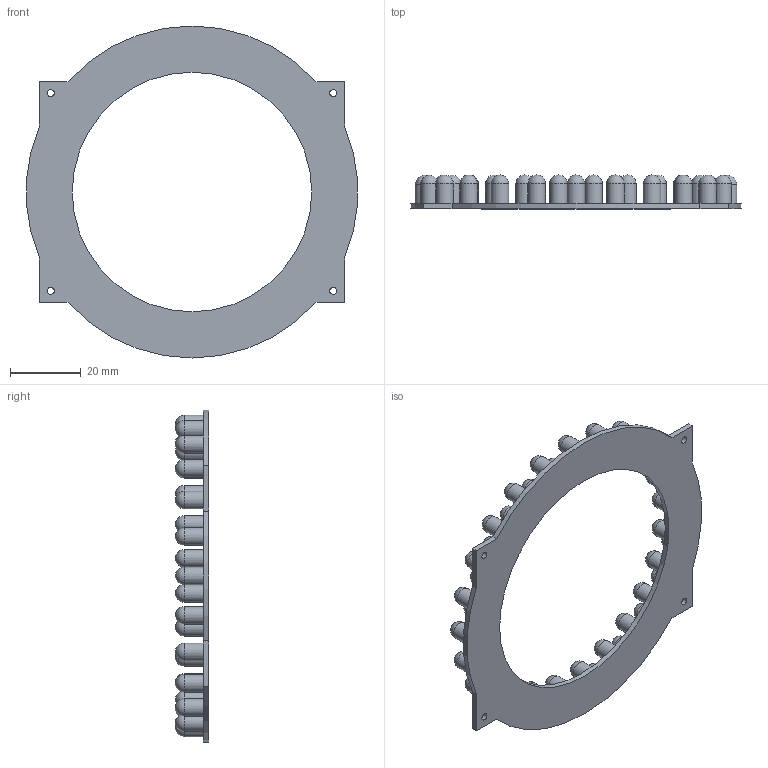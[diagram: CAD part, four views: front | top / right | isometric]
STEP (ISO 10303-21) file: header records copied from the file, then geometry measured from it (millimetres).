
FILE_DESCRIPTION(/* description */ (''),/* implementation_level */ '2;1');
FILE_NAME(/* name */ 'ring-light-67mm.step',/* time_stamp */ '2019-01-17T21:24:31-08:00',/* author */ (''),/* organization */ (''),/* preprocessor_version */ 'ST-DEVELOPER v17.2',/* originating_system */ 'Autodesk Translation Framework v7.6.0.251',/* authorisation */ '');
FILE_SCHEMA (('AUTOMOTIVE_DESIGN { 1 0 10303 214 3 1 1 }'));
Length unit declared in the file: millimetre
Products named in the file (1): ring-light-67mm
Bounding box: 93.7 x 9.5 x 94 mm (x, y, z)
Volume: 12006 mm3; surface area: 14810.8 mm2
Topology: 49 solids, 49 shells, 163 faces, 339 edges, 226 vertices
Faces by surface type: plane 58, cylinder 57, sphere 48
Full cylindrical faces by diameter (mm): 2 x4, 5 x48, 67.8 x1
Entity records: 4215 total; most frequent: DIRECTION 829, CARTESIAN_POINT 681, ORIENTED_EDGE 582, AXIS2_PLACEMENT_3D 374, EDGE_CURVE 291, VERTEX_POINT 226, CIRCLE 210, EDGE_LOOP 173
